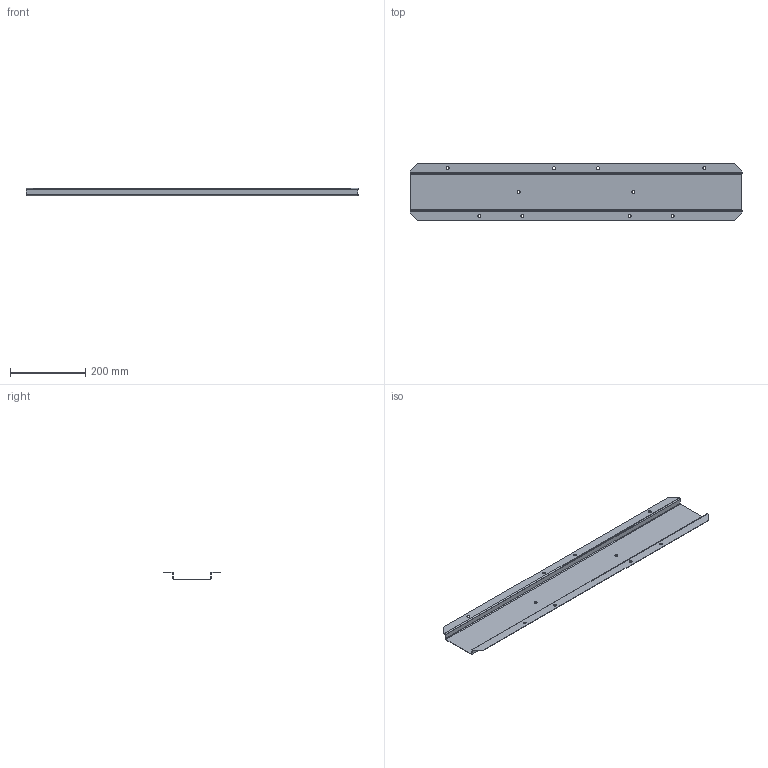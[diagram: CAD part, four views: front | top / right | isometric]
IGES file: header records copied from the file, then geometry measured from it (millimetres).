
Start section: SolidWorks IGES file using analytic representation for surfaces
Global section: file name: D1100074-v4_AdLIGO_AOS_ACB Inner Skin Porcelain Hanging Fixture.IGS; native system: SolidWorks 2012; preprocessor: SolidWorks 2012; author: mruiz; date: 120312.105639; units: inch
Bounding box: 883.87 x 149.96 x 19.05 mm (x, y, z)
Surface area: 320907.4 mm2 (no closed solid volume)
Topology: 0 solids, 0 shells, 62 faces, 1008 edges, 1008 vertices
Faces by surface type: bspline 34, revolution 28
